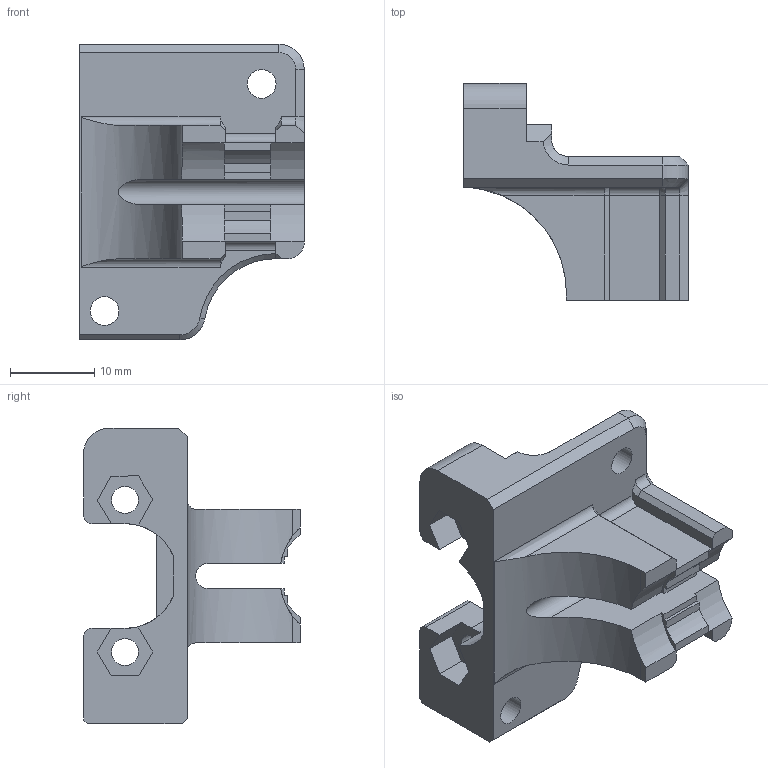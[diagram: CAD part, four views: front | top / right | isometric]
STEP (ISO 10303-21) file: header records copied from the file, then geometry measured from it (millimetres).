
FILE_DESCRIPTION(/* description */ (''),/* implementation_level */ '2;1');
FILE_NAME(/* name */ '54147786-9cd2-41e8-9095-1be00d377977.stp',/* time_stamp */ '2018-02-12T19:00:53+00:00',/* author */ (''),/* organization */ (''),/* preprocessor_version */ 'ST-DEVELOPER v16.13',/* originating_system */ 'Autodesk Translation Framework v6.5.0.72',/* authorisation */ '');
FILE_SCHEMA (('AUTOMOTIVE_DESIGN { 1 0 10303 214 3 1 1 }'));
Length unit declared in the file: millimetre
Products named in the file (1): UM2_e3D v38_xBot BLTouch Mount
Bounding box: 26.59 x 25.67 x 35 mm (x, y, z)
Volume: 6384.6 mm3; surface area: 4055.8 mm2
Topology: 1 solids, 1 shells, 121 faces, 338 edges, 219 vertices
Faces by surface type: plane 75, cylinder 30, cone 13, bspline 3
Full cylindrical faces by diameter (mm): 3.2 x2, 3.4 x2
Entity records: 4030 total; most frequent: CARTESIAN_POINT 840, ORIENTED_EDGE 676, DIRECTION 631, EDGE_CURVE 338, LINE 243, VECTOR 243, VERTEX_POINT 219, AXIS2_PLACEMENT_3D 194
